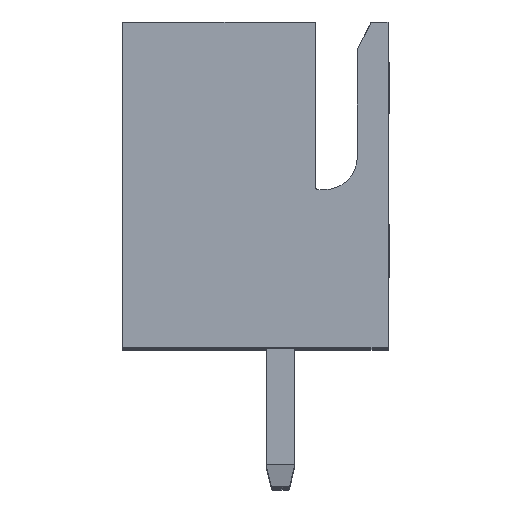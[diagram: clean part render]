
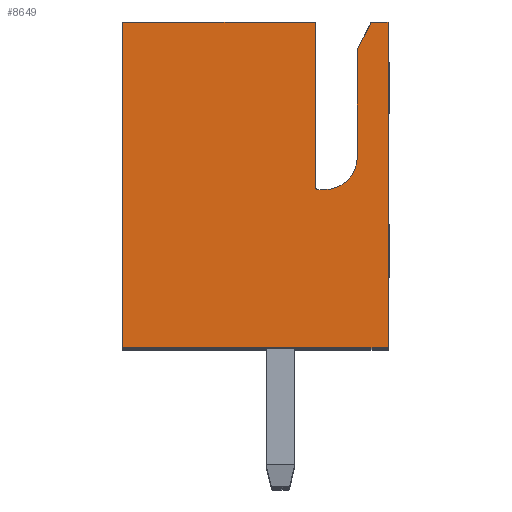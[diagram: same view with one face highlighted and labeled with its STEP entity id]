
A CAD part, top view. The second image highlights one B-rep face of the part: STEP entity #8649.
In plain terms, the highlighted planar face has unit normal (0, 0, 1).
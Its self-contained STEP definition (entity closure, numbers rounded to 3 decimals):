
#307=LINE('',#13348,#1287);
#315=LINE('',#13363,#1295);
#335=LINE('',#13419,#1315);
#572=LINE('',#14208,#1552);
#576=LINE('',#14226,#1556);
#581=LINE('',#14235,#1561);
#984=LINE('',#15063,#1964);
#985=LINE('',#15066,#1965);
#986=LINE('',#15067,#1966);
#1287=VECTOR('',#9609,10.);
#1295=VECTOR('',#9619,10.);
#1315=VECTOR('',#9665,10.);
#1552=VECTOR('',#10140,10.);
#1556=VECTOR('',#10160,10.);
#1561=VECTOR('',#10171,10.);
#1964=VECTOR('',#10958,10.);
#1965=VECTOR('',#10961,10.);
#1966=VECTOR('',#10962,10.);
#2417=PLANE('',#9189);
#2882=FACE_OUTER_BOUND('',#3357,.T.);
#3357=EDGE_LOOP('',(#7210,#7211,#7212,#7213,#7214,#7215,#7216,#7217,#7218,
#7219,#7220));
#3483=CIRCLE('',#8992,0.05);
#3488=CIRCLE('',#9190,0.7);
#3725=VERTEX_POINT('',#13345);
#3726=VERTEX_POINT('',#13347);
#3732=VERTEX_POINT('',#13361);
#3754=VERTEX_POINT('',#13416);
#3755=VERTEX_POINT('',#13418);
#3947=VERTEX_POINT('',#14205);
#3948=VERTEX_POINT('',#14207);
#3952=VERTEX_POINT('',#14219);
#3954=VERTEX_POINT('',#14225);
#4188=VERTEX_POINT('',#15062);
#4189=VERTEX_POINT('',#15065);
#4515=EDGE_CURVE('',#3726,#3725,#307,.T.);
#4523=EDGE_CURVE('',#3732,#3725,#315,.T.);
#4550=EDGE_CURVE('',#3755,#3754,#335,.T.);
#4841=EDGE_CURVE('',#3948,#3947,#572,.T.);
#4847=EDGE_CURVE('',#3726,#3952,#3483,.T.);
#4850=EDGE_CURVE('',#3954,#3952,#576,.T.);
#4855=EDGE_CURVE('',#3948,#3754,#581,.T.);
#5261=EDGE_CURVE('',#3947,#4188,#984,.T.);
#5262=EDGE_CURVE('',#4188,#3954,#3488,.T.);
#5263=EDGE_CURVE('',#4189,#3732,#985,.T.);
#5264=EDGE_CURVE('',#4189,#3755,#986,.T.);
#7210=ORIENTED_EDGE('',*,*,#4841,.T.);
#7211=ORIENTED_EDGE('',*,*,#5261,.T.);
#7212=ORIENTED_EDGE('',*,*,#5262,.T.);
#7213=ORIENTED_EDGE('',*,*,#4850,.T.);
#7214=ORIENTED_EDGE('',*,*,#4847,.F.);
#7215=ORIENTED_EDGE('',*,*,#4515,.T.);
#7216=ORIENTED_EDGE('',*,*,#4523,.F.);
#7217=ORIENTED_EDGE('',*,*,#5263,.F.);
#7218=ORIENTED_EDGE('',*,*,#5264,.T.);
#7219=ORIENTED_EDGE('',*,*,#4550,.T.);
#7220=ORIENTED_EDGE('',*,*,#4855,.F.);
#8649=ADVANCED_FACE('',(#2882),#2417,.T.);
#8992=AXIS2_PLACEMENT_3D('',#14220,#10153,#10154);
#9189=AXIS2_PLACEMENT_3D('',#15061,#10956,#10957);
#9190=AXIS2_PLACEMENT_3D('',#15064,#10959,#10960);
#9609=DIRECTION('',(0.,1.,0.));
#9619=DIRECTION('',(1.,0.,0.));
#9665=DIRECTION('',(0.,1.,0.));
#10140=DIRECTION('',(-0.447,-0.894,0.));
#10153=DIRECTION('center_axis',(0.,0.,1.));
#10154=DIRECTION('ref_axis',(-0.707,-0.707,0.));
#10160=DIRECTION('',(-1.,0.,0.));
#10171=DIRECTION('',(1.,0.,0.));
#10956=DIRECTION('center_axis',(0.,0.,1.));
#10957=DIRECTION('ref_axis',(1.,0.,0.));
#10958=DIRECTION('',(0.,-1.,0.));
#10959=DIRECTION('center_axis',(0.,0.,-1.));
#10960=DIRECTION('ref_axis',(0.,-1.,0.));
#10961=DIRECTION('',(0.,1.,0.));
#10962=DIRECTION('',(1.,0.,0.));
#13345=CARTESIAN_POINT('',(1.29,7.,15.33));
#13347=CARTESIAN_POINT('',(1.29,3.45,15.33));
#13348=CARTESIAN_POINT('',(1.29,1.7,15.33));
#13361=CARTESIAN_POINT('',(-2.85,7.,15.33));
#13363=CARTESIAN_POINT('',(-2.85,7.,15.33));
#13416=CARTESIAN_POINT('',(2.85,7.,15.33));
#13418=CARTESIAN_POINT('',(2.85,0.,15.33));
#13419=CARTESIAN_POINT('',(2.85,0.,15.33));
#14205=CARTESIAN_POINT('',(2.19,6.4,15.33));
#14207=CARTESIAN_POINT('',(2.49,7.,15.33));
#14208=CARTESIAN_POINT('',(0.556,3.132,15.33));
#14219=CARTESIAN_POINT('',(1.34,3.4,15.33));
#14220=CARTESIAN_POINT('Origin',(1.34,3.45,15.33));
#14225=CARTESIAN_POINT('',(1.49,3.4,15.33));
#14226=CARTESIAN_POINT('',(-0.68,3.4,15.33));
#14235=CARTESIAN_POINT('',(-2.85,7.,15.33));
#15061=CARTESIAN_POINT('Origin',(-2.85,0.,15.33));
#15062=CARTESIAN_POINT('',(2.19,4.1,15.33));
#15063=CARTESIAN_POINT('',(2.19,3.5,15.33));
#15064=CARTESIAN_POINT('Origin',(1.49,4.1,15.33));
#15065=CARTESIAN_POINT('',(-2.85,0.,15.33));
#15066=CARTESIAN_POINT('',(-2.85,0.,15.33));
#15067=CARTESIAN_POINT('',(-2.85,0.,15.33));
